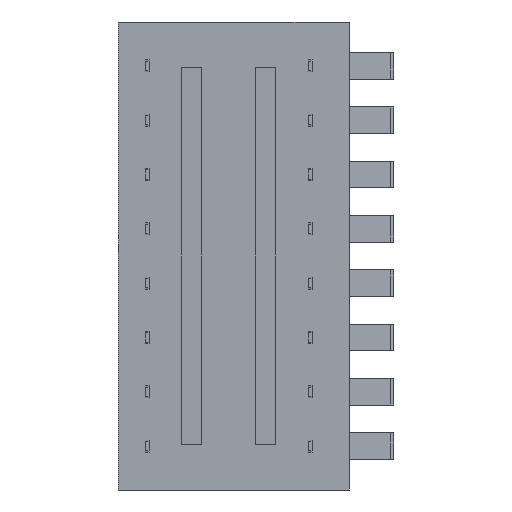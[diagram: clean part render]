
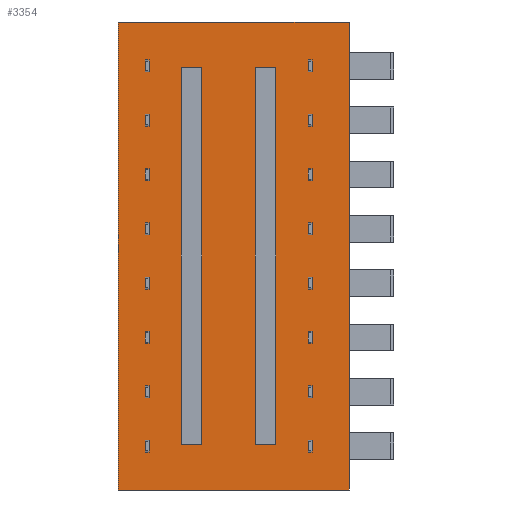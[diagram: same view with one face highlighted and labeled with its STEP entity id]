
A CAD part, front view. The second image highlights one B-rep face of the part: STEP entity #3354.
In plain terms, the highlighted planar face has unit normal (0, -1, 0).
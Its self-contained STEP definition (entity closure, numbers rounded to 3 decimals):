
#3354 = ADVANCED_FACE('',(#3355,#3389,#3423),#3457,.T.);
#3355 = FACE_BOUND('',#3356,.T.);
#3356 = EDGE_LOOP('',(#3357,#3367,#3375,#3383));
#3357 = ORIENTED_EDGE('',*,*,#3358,.T.);
#3358 = EDGE_CURVE('',#3359,#3361,#3363,.T.);
#3359 = VERTEX_POINT('',#3360);
#3360 = CARTESIAN_POINT('',(10.8,0.,-10.945));
#3361 = VERTEX_POINT('',#3362);
#3362 = CARTESIAN_POINT('',(10.8,0.,10.945));
#3363 = LINE('',#3364,#3365);
#3364 = CARTESIAN_POINT('',(10.8,0.,1.755));
#3365 = VECTOR('',#3366,1.);
#3366 = DIRECTION('',(0.,0.,1.));
#3367 = ORIENTED_EDGE('',*,*,#3368,.F.);
#3368 = EDGE_CURVE('',#3369,#3361,#3371,.T.);
#3369 = VERTEX_POINT('',#3370);
#3370 = CARTESIAN_POINT('',(0.,0.,10.945));
#3371 = LINE('',#3372,#3373);
#3372 = CARTESIAN_POINT('',(0.,0.,10.945));
#3373 = VECTOR('',#3374,1.);
#3374 = DIRECTION('',(1.,0.,0.));
#3375 = ORIENTED_EDGE('',*,*,#3376,.F.);
#3376 = EDGE_CURVE('',#3377,#3369,#3379,.T.);
#3377 = VERTEX_POINT('',#3378);
#3378 = CARTESIAN_POINT('',(0.,0.,-10.945));
#3379 = LINE('',#3380,#3381);
#3380 = CARTESIAN_POINT('',(0.,0.,1.755));
#3381 = VECTOR('',#3382,1.);
#3382 = DIRECTION('',(0.,0.,1.));
#3383 = ORIENTED_EDGE('',*,*,#3384,.T.);
#3384 = EDGE_CURVE('',#3377,#3359,#3385,.T.);
#3385 = LINE('',#3386,#3387);
#3386 = CARTESIAN_POINT('',(0.,0.,-10.945));
#3387 = VECTOR('',#3388,1.);
#3388 = DIRECTION('',(1.,0.,0.));
#3389 = FACE_BOUND('',#3390,.T.);
#3390 = EDGE_LOOP('',(#3391,#3401,#3409,#3417));
#3391 = ORIENTED_EDGE('',*,*,#3392,.F.);
#3392 = EDGE_CURVE('',#3393,#3395,#3397,.T.);
#3393 = VERTEX_POINT('',#3394);
#3394 = CARTESIAN_POINT('',(3.905,0.,8.805));
#3395 = VERTEX_POINT('',#3396);
#3396 = CARTESIAN_POINT('',(2.945,0.,8.805));
#3397 = LINE('',#3398,#3399);
#3398 = CARTESIAN_POINT('',(2.945,0.,8.805));
#3399 = VECTOR('',#3400,1.);
#3400 = DIRECTION('',(-1.,-0.,-0.));
#3401 = ORIENTED_EDGE('',*,*,#3402,.F.);
#3402 = EDGE_CURVE('',#3403,#3393,#3405,.T.);
#3403 = VERTEX_POINT('',#3404);
#3404 = CARTESIAN_POINT('',(3.905,0.,-8.805));
#3405 = LINE('',#3406,#3407);
#3406 = CARTESIAN_POINT('',(3.905,0.,8.805));
#3407 = VECTOR('',#3408,1.);
#3408 = DIRECTION('',(0.,0.,1.));
#3409 = ORIENTED_EDGE('',*,*,#3410,.F.);
#3410 = EDGE_CURVE('',#3411,#3403,#3413,.T.);
#3411 = VERTEX_POINT('',#3412);
#3412 = CARTESIAN_POINT('',(2.945,0.,-8.805));
#3413 = LINE('',#3414,#3415);
#3414 = CARTESIAN_POINT('',(2.945,0.,-8.805));
#3415 = VECTOR('',#3416,1.);
#3416 = DIRECTION('',(1.,0.,0.));
#3417 = ORIENTED_EDGE('',*,*,#3418,.F.);
#3418 = EDGE_CURVE('',#3395,#3411,#3419,.T.);
#3419 = LINE('',#3420,#3421);
#3420 = CARTESIAN_POINT('',(2.945,0.,8.805));
#3421 = VECTOR('',#3422,1.);
#3422 = DIRECTION('',(0.,0.,-1.));
#3423 = FACE_BOUND('',#3424,.T.);
#3424 = EDGE_LOOP('',(#3425,#3435,#3443,#3451));
#3425 = ORIENTED_EDGE('',*,*,#3426,.F.);
#3426 = EDGE_CURVE('',#3427,#3429,#3431,.T.);
#3427 = VERTEX_POINT('',#3428);
#3428 = CARTESIAN_POINT('',(7.375,0.,-8.805));
#3429 = VERTEX_POINT('',#3430);
#3430 = CARTESIAN_POINT('',(7.375,0.,8.805));
#3431 = LINE('',#3432,#3433);
#3432 = CARTESIAN_POINT('',(7.375,0.,8.805));
#3433 = VECTOR('',#3434,1.);
#3434 = DIRECTION('',(0.,0.,1.));
#3435 = ORIENTED_EDGE('',*,*,#3436,.F.);
#3436 = EDGE_CURVE('',#3437,#3427,#3439,.T.);
#3437 = VERTEX_POINT('',#3438);
#3438 = CARTESIAN_POINT('',(6.415,0.,-8.805));
#3439 = LINE('',#3440,#3441);
#3440 = CARTESIAN_POINT('',(6.415,0.,-8.805));
#3441 = VECTOR('',#3442,1.);
#3442 = DIRECTION('',(1.,0.,0.));
#3443 = ORIENTED_EDGE('',*,*,#3444,.F.);
#3444 = EDGE_CURVE('',#3445,#3437,#3447,.T.);
#3445 = VERTEX_POINT('',#3446);
#3446 = CARTESIAN_POINT('',(6.415,0.,8.805));
#3447 = LINE('',#3448,#3449);
#3448 = CARTESIAN_POINT('',(6.415,0.,8.805));
#3449 = VECTOR('',#3450,1.);
#3450 = DIRECTION('',(0.,0.,-1.));
#3451 = ORIENTED_EDGE('',*,*,#3452,.F.);
#3452 = EDGE_CURVE('',#3429,#3445,#3453,.T.);
#3453 = LINE('',#3454,#3455);
#3454 = CARTESIAN_POINT('',(6.415,0.,8.805));
#3455 = VECTOR('',#3456,1.);
#3456 = DIRECTION('',(-1.,-0.,-0.));
#3457 = PLANE('',#3458);
#3458 = AXIS2_PLACEMENT_3D('',#3459,#3460,#3461);
#3459 = CARTESIAN_POINT('',(0.,0.,-10.945));
#3460 = DIRECTION('',(0.,-1.,0.));
#3461 = DIRECTION('',(1.,0.,0.));
